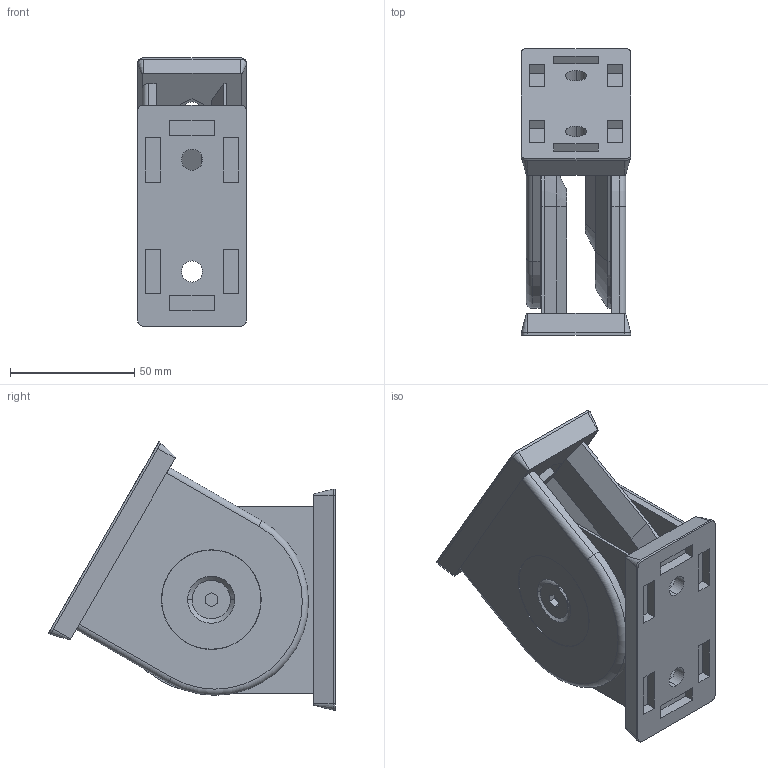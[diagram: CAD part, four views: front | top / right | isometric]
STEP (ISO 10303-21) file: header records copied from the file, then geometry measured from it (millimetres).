
FILE_DESCRIPTION((''),'2;1');
FILE_NAME('11127_ZGLOB_AL_45X90_ASM','2022-09-16T13:49:42',('PredragRovcanin'),('Audax d.o.o.'),'CREO PARAMETRIC BY PTC INC, 2020281','CREO PARAMETRIC BY PTC INC, 2020281','');
FILE_SCHEMA(('AUTOMOTIVE_DESIGN { 1 0 10303 214 1 1 1 1 }'));
Length unit declared in the file: millimetre
Products named in the file (5): 11127_ZGLOB_AL_45X90_A; 11127_ZGLOB_AL_45X90_B; 11127_ZGLOB_AL_45X90_C; 11127_ZGLOB_AL_45X90_D; 11127_ZGLOB_AL_45X90_ASM
Assembly tree (8 placements, depth 2):
  11127_ZGLOB_AL_45X90_ASM
    11127_ZGLOB_AL_45X90_A  x2
    11127_ZGLOB_AL_45X90_B  x2
    11127_ZGLOB_AL_45X90_C  x2
    11127_ZGLOB_AL_45X90_D  x2
Bounding box: 44 x 115.55 x 108.04 mm (x, y, z)
Volume: 183662.7 mm3; surface area: 82838.7 mm2
Topology: 8 solids, 10 shells, 340 faces, 865 edges, 622 vertices
Faces by surface type: plane 210, cylinder 104, cone 24, torus 2
Entity records: 7748 total; most frequent: DIRECTION 961, CARTESIAN_POINT 914, ORIENTED_EDGE 818, PRESENTATION_STYLE_ASSIGNMENT 442, STYLED_ITEM 442, CURVE_STYLE 437, EDGE_CURVE 411, AXIS2_PLACEMENT_3D 332
